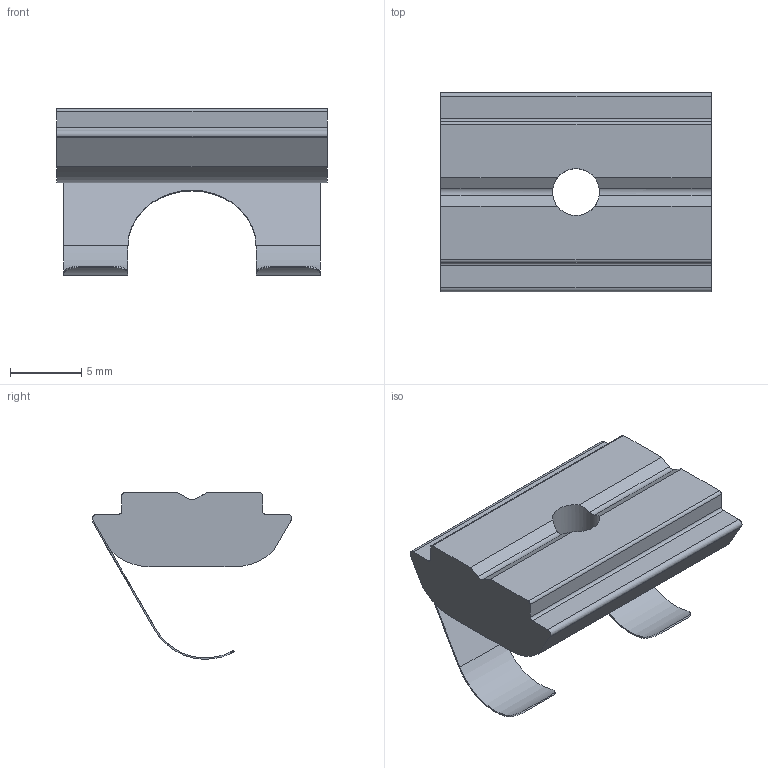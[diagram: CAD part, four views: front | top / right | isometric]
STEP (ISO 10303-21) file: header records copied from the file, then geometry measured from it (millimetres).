
FILE_DESCRIPTION(('STEP AP203'),'1');
FILE_NAME('FIXE10B1109.stp','2023-10-17T10:11:37',(' '),(' '),'Spatial InterOp 3D',' ',' ');
FILE_SCHEMA(('CONFIG_CONTROL_DESIGN'));
Length unit declared in the file: millimetre
Products named in the file (1): Ecrou coulisseau languette 10 M4
Bounding box: 19 x 14.02 x 11.69 mm (x, y, z)
Volume: 1086 mm3; surface area: 1095 mm2
Topology: 1 solids, 1 shells, 46 faces, 131 edges, 86 vertices
Faces by surface type: plane 25, cylinder 21
Full cylindrical faces by diameter (mm): 3.3 x1
Entity records: 1720 total; most frequent: CARTESIAN_POINT 355, ORIENTED_EDGE 258, DIRECTION 246, EDGE_CURVE 129, VERTEX_POINT 85, AXIS2_PLACEMENT_3D 84, LINE 78, VECTOR 78
